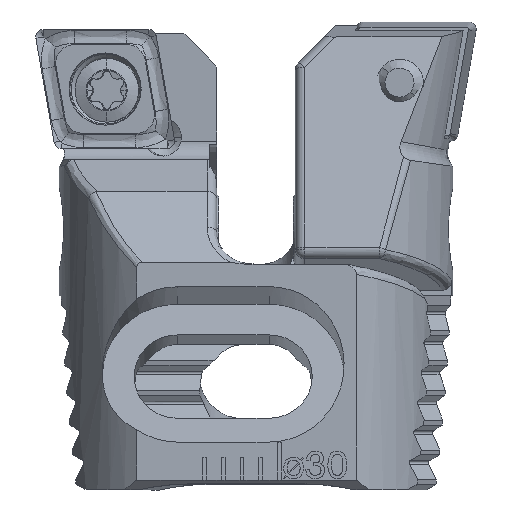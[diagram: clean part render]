
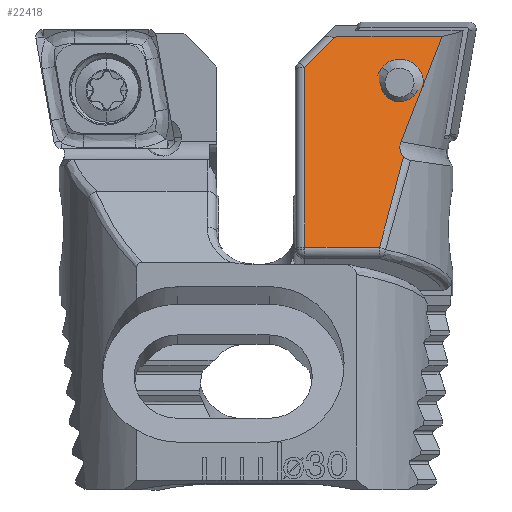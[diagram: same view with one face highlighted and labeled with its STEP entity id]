
A CAD part, top view. The second image highlights one B-rep face of the part: STEP entity #22418.
In plain terms, the highlighted face is planar.
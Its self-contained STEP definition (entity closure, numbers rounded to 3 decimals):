
#124 = EDGE_CURVE ( 'NONE', #20720, #8434, #15066, .T. ) ;
#386 = ORIENTED_EDGE ( 'NONE', *, *, #22883, .T. ) ;
#538 = CARTESIAN_POINT ( 'NONE',  ( 5.156, -12.022, -7.771 ) ) ;
#586 = VECTOR ( 'NONE', #14748, 1000. ) ;
#1247 = VERTEX_POINT ( 'NONE', #538 ) ;
#1999 = EDGE_LOOP ( 'NONE', ( #11196, #4516 ) ) ;
#2060 = VERTEX_POINT ( 'NONE', #17285 ) ;
#2135 =( BOUNDED_CURVE ( )  B_SPLINE_CURVE ( 3, ( #5955, #4134, #7759, #20310 ),
 .UNSPECIFIED., .F., .T. ) 
 B_SPLINE_CURVE_WITH_KNOTS ( ( 4, 4 ),
 ( 1.378, 4.519 ),
 .UNSPECIFIED. ) 
 CURVE ( )  GEOMETRIC_REPRESENTATION_ITEM ( )  RATIONAL_B_SPLINE_CURVE ( ( 1., 0.333, 0.333, 1. ) ) 
 REPRESENTATION_ITEM ( '' )  );
#2168 = ORIENTED_EDGE ( 'NONE', *, *, #11230, .T. ) ;
#2711 = VECTOR ( 'NONE', #21717, 1000. ) ;
#3933 = CARTESIAN_POINT ( 'NONE',  ( 1.821, -0.771, -4.756 ) ) ;
#4134 = CARTESIAN_POINT ( 'NONE',  ( 3.078, -5.292, -5.967 ) ) ;
#4200 = EDGE_CURVE ( 'NONE', #8434, #20720, #2135, .T. ) ;
#4516 = ORIENTED_EDGE ( 'NONE', *, *, #4200, .T. ) ;
#5230 = ORIENTED_EDGE ( 'NONE', *, *, #15270, .T. ) ;
#5321 =( BOUNDED_CURVE ( )  B_SPLINE_CURVE ( 3, ( #17214, #11887, #19191, #8430 ),
 .UNSPECIFIED., .F., .T. ) 
 B_SPLINE_CURVE_WITH_KNOTS ( ( 4, 4 ),
 ( 3.989, 4.202 ),
 .UNSPECIFIED. ) 
 CURVE ( )  GEOMETRIC_REPRESENTATION_ITEM ( )  RATIONAL_B_SPLINE_CURVE ( ( 1., 0.996, 0.996, 1. ) ) 
 REPRESENTATION_ITEM ( '' )  );
#5395 = VERTEX_POINT ( 'NONE', #3933 ) ;
#5443 = CARTESIAN_POINT ( 'NONE',  ( 3.05, -3.242, -5.418 ) ) ;
#5754 = CARTESIAN_POINT ( 'NONE',  ( 7.54, -0.809, -4.766 ) ) ;
#5873 = CARTESIAN_POINT ( 'NONE',  ( 5.156, -12.022, -7.771 ) ) ;
#5955 = CARTESIAN_POINT ( 'NONE',  ( 3.05, -3.242, -5.418 ) ) ;
#6005 = CARTESIAN_POINT ( 'NONE',  ( 23.25, -0.004, -4.551 ) ) ;
#6356 = ORIENTED_EDGE ( 'NONE', *, *, #12394, .T. ) ;
#6706 = VERTEX_POINT ( 'NONE', #9600 ) ;
#6724 = CARTESIAN_POINT ( 'NONE',  ( 3.878, -7.185, -6.475 ) ) ;
#6855 = AXIS2_PLACEMENT_3D ( 'NONE', #6005, #18554, #7815 ) ;
#6985 = VECTOR ( 'NONE', #12466, 1000. ) ;
#7225 = FACE_BOUND ( 'NONE', #1999, .T. ) ;
#7379 = CARTESIAN_POINT ( 'NONE',  ( 23.25, -12.022, -7.771 ) ) ;
#7759 = CARTESIAN_POINT ( 'NONE',  ( 5.131, -5.292, -5.967 ) ) ;
#7763 = CARTESIAN_POINT ( 'NONE',  ( 14.706, -7.975, -6.686 ) ) ;
#7815 = DIRECTION ( 'NONE',  ( 0., -0.966, -0.259 ) ) ;
#8296 = EDGE_CURVE ( 'NONE', #14773, #2060, #14678, .T. ) ;
#8430 = CARTESIAN_POINT ( 'NONE',  ( 1.821, -0.771, -4.756 ) ) ;
#8434 = VERTEX_POINT ( 'NONE', #5443 ) ;
#8507 = CARTESIAN_POINT ( 'NONE',  ( 4.041, -6.95, -6.412 ) ) ;
#9255 = LINE ( 'NONE', #7763, #18228 ) ;
#9493 = CARTESIAN_POINT ( 'NONE',  ( 3.878, -7.185, -6.475 ) ) ;
#9549 = CARTESIAN_POINT ( 'NONE',  ( 9.15, -12.022, -7.771 ) ) ;
#9561 = PLANE ( 'NONE',  #6855 ) ;
#9577 = DIRECTION ( 'NONE',  ( 0.695, -0.695, -0.186 ) ) ;
#9600 = CARTESIAN_POINT ( 'NONE',  ( 9.15, -2.419, -5.198 ) ) ;
#10317 = CARTESIAN_POINT ( 'NONE',  ( 4.068, -6.53, -6.299 ) ) ;
#10645 = CARTESIAN_POINT ( 'NONE',  ( 23.244, -0.914, -4.794 ) ) ;
#10674 = LINE ( 'NONE', #20100, #586 ) ;
#10814 = CARTESIAN_POINT ( 'NONE',  ( 3.878, -7.185, -6.475 ) ) ;
#10858 = FACE_OUTER_BOUND ( 'NONE', #15284, .T. ) ;
#11196 = ORIENTED_EDGE ( 'NONE', *, *, #124, .T. ) ;
#11198 = LINE ( 'NONE', #10645, #6985 ) ;
#11230 = EDGE_CURVE ( 'NONE', #6706, #16990, #10674, .T. ) ;
#11887 = CARTESIAN_POINT ( 'NONE',  ( 3.255, -4.684, -5.805 ) ) ;
#12276 = LINE ( 'NONE', #7379, #2711 ) ;
#12394 = EDGE_CURVE ( 'NONE', #18272, #6706, #9255, .T. ) ;
#12466 = DIRECTION ( 'NONE',  ( -1., 0.007, 0.002 ) ) ;
#14678 = B_SPLINE_CURVE_WITH_KNOTS ( 'NONE', 3,
 ( #6724, #19262, #8507, #21052, #10317, #22845 ),
 .UNSPECIFIED., .F., .F.,
 ( 4, 2, 4 ),
 ( 0.003, 0.004, 0.004 ),
 .UNSPECIFIED. ) ;
#14748 = DIRECTION ( 'NONE',  ( 0., -0.966, -0.259 ) ) ;
#14773 = VERTEX_POINT ( 'NONE', #10814 ) ;
#15066 =( BOUNDED_CURVE ( )  B_SPLINE_CURVE ( 3, ( #17156, #15271, #18757, #16707 ),
 .UNSPECIFIED., .F., .F. ) 
 B_SPLINE_CURVE_WITH_KNOTS ( ( 4, 4 ),
 ( 4.519, 7.661 ),
 .UNSPECIFIED. ) 
 CURVE ( )  GEOMETRIC_REPRESENTATION_ITEM ( )  RATIONAL_B_SPLINE_CURVE ( ( 1., 0.333, 0.333, 1. ) ) 
 REPRESENTATION_ITEM ( '' )  );
#15270 = EDGE_CURVE ( 'NONE', #1247, #14773, #15775, .T. ) ;
#15271 = CARTESIAN_POINT ( 'NONE',  ( 5.074, -1.192, -4.869 ) ) ;
#15284 = EDGE_LOOP ( 'NONE', ( #17510, #386, #18516, #6356, #2168, #23105, #5230 ) ) ;
#15775 =( BOUNDED_CURVE ( )  B_SPLINE_CURVE ( 3, ( #5873, #18415, #20226, #9493 ),
 .UNSPECIFIED., .F., .F. ) 
 B_SPLINE_CURVE_WITH_KNOTS ( ( 4, 4 ),
 ( 3.838, 4.03 ),
 .UNSPECIFIED. ) 
 CURVE ( )  GEOMETRIC_REPRESENTATION_ITEM ( )  RATIONAL_B_SPLINE_CURVE ( ( 1., 0.997, 0.997, 1. ) ) 
 REPRESENTATION_ITEM ( '' )  );
#16707 = CARTESIAN_POINT ( 'NONE',  ( 3.05, -3.242, -5.418 ) ) ;
#16990 = VERTEX_POINT ( 'NONE', #9549 ) ;
#17156 = CARTESIAN_POINT ( 'NONE',  ( 5.102, -3.242, -5.418 ) ) ;
#17214 = CARTESIAN_POINT ( 'NONE',  ( 4.01, -6.401, -6.264 ) ) ;
#17266 = CARTESIAN_POINT ( 'NONE',  ( 5.102, -3.242, -5.418 ) ) ;
#17285 = CARTESIAN_POINT ( 'NONE',  ( 4.01, -6.401, -6.264 ) ) ;
#17510 = ORIENTED_EDGE ( 'NONE', *, *, #8296, .T. ) ;
#18228 = VECTOR ( 'NONE', #9577, 1000. ) ;
#18272 = VERTEX_POINT ( 'NONE', #5754 ) ;
#18415 = CARTESIAN_POINT ( 'NONE',  ( 4.689, -10.565, -7.38 ) ) ;
#18516 = ORIENTED_EDGE ( 'NONE', *, *, #22582, .F. ) ;
#18554 = DIRECTION ( 'NONE',  ( 0., -0.259, 0.966 ) ) ;
#18757 = CARTESIAN_POINT ( 'NONE',  ( 3.021, -1.192, -4.869 ) ) ;
#19191 = CARTESIAN_POINT ( 'NONE',  ( 2.522, -2.801, -5.3 ) ) ;
#19262 = CARTESIAN_POINT ( 'NONE',  ( 3.972, -7.08, -6.446 ) ) ;
#20100 = CARTESIAN_POINT ( 'NONE',  ( 9.15, -0.004, -4.551 ) ) ;
#20226 = CARTESIAN_POINT ( 'NONE',  ( 4.262, -8.948, -6.947 ) ) ;
#20310 = CARTESIAN_POINT ( 'NONE',  ( 5.102, -3.242, -5.418 ) ) ;
#20720 = VERTEX_POINT ( 'NONE', #17266 ) ;
#21052 = CARTESIAN_POINT ( 'NONE',  ( 4.089, -6.674, -6.338 ) ) ;
#21717 = DIRECTION ( 'NONE',  ( -1., 0., 0. ) ) ;
#21898 = EDGE_CURVE ( 'NONE', #16990, #1247, #12276, .T. ) ;
#22418 = ADVANCED_FACE ( 'NONE', ( #7225, #10858 ), #9561, .F. ) ;
#22582 = EDGE_CURVE ( 'NONE', #18272, #5395, #11198, .T. ) ;
#22845 = CARTESIAN_POINT ( 'NONE',  ( 4.01, -6.401, -6.264 ) ) ;
#22883 = EDGE_CURVE ( 'NONE', #2060, #5395, #5321, .T. ) ;
#23105 = ORIENTED_EDGE ( 'NONE', *, *, #21898, .T. ) ;
